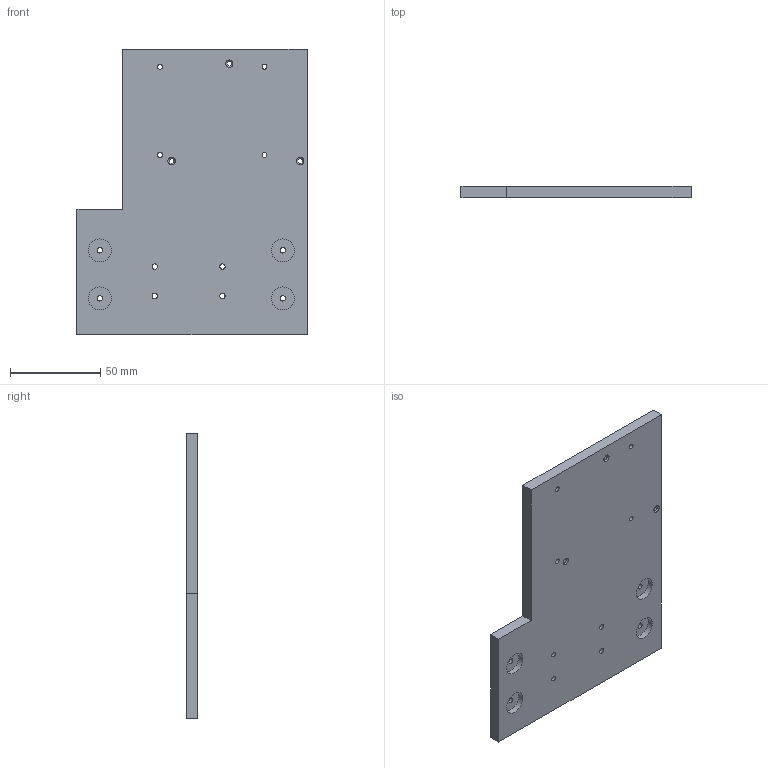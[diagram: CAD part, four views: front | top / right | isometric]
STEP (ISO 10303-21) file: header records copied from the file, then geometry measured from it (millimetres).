
FILE_DESCRIPTION(/* description */ (''),/* implementation_level */ '2;1');
FILE_NAME(/* name */ 'DPLX_P014_Lab_Baseplate_Small_PV.stp',/* time_stamp */ '2018-07-31T12:31:33-07:00',/* author */ ('MJ'),/* organization */ (''),/* preprocessor_version */ 'ST-DEVELOPER v16.13',/* originating_system */ 'Autodesk Inventor 2018',/* authorisation */ '');
FILE_SCHEMA (('AUTOMOTIVE_DESIGN { 1 0 10303 214 3 1 1 }'));
Length unit declared in the file: inch
Products named in the file (1): DPLX_P014_Lab_Baseplate_Small_PV
Bounding box: 127.76 x 6.35 x 158.75 mm (x, y, z)
Volume: 110785.7 mm3; surface area: 41118.3 mm2
Topology: 1 solids, 1 shells, 42 faces, 101 edges, 69 vertices
Faces by surface type: cylinder 23, plane 16, cone 3
Full cylindrical faces by diameter (mm): 2.743 x7, 2.997 x8, 12.7 x8
Entity records: 1196 total; most frequent: DIRECTION 218, CARTESIAN_POINT 179, ORIENTED_EDGE 134, EDGE_LOOP 106, AXIS2_PLACEMENT_3D 100, EDGE_CURVE 67, FACE_BOUND 64, VERTEX_POINT 61
